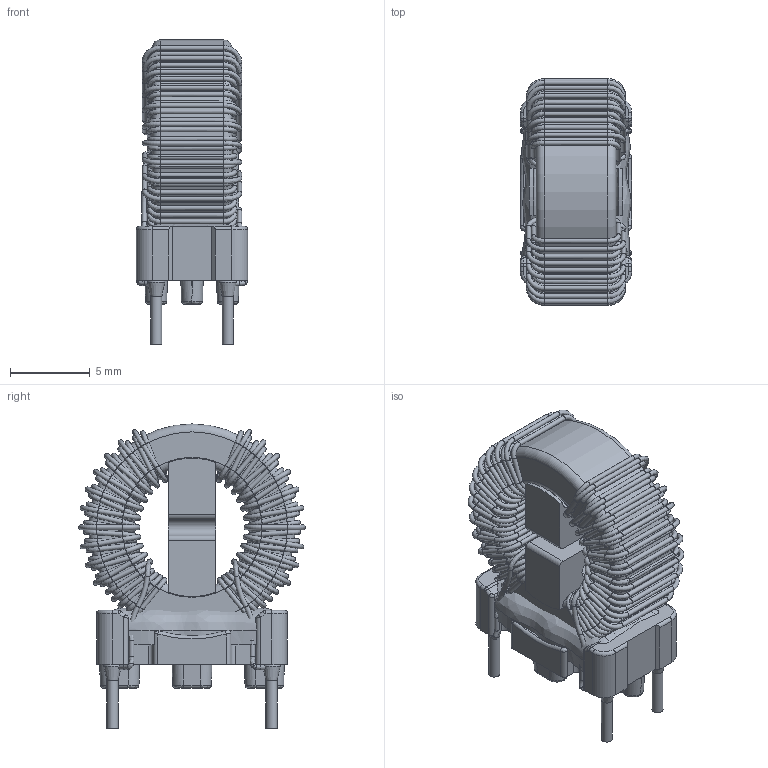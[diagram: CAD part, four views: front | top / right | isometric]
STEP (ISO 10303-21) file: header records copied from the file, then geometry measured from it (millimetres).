
FILE_DESCRIPTION(/* description */ ('Unknown'),/* implementation_level */ '2;1');
FILE_NAME(/* name */ 'L_Wurth_WE-CMB-XS_L15W7.8H18',/* time_stamp */ '2024-10-11T16:25:10+08:00',/* author */ ('Unknown'),/* organization */ ('Unknown'),/* preprocessor_version */ 'ST-DEVELOPER v16.7',/* originating_system */ 'Solid Edge',/* authorisation */ 'Unknown');
FILE_SCHEMA (('AUTOMOTIVE_DESIGN {1 0 10303 214 3 1 1}'));
Length unit declared in the file: millimetre
Products named in the file (2): L_Wurth_WE-CMB-XS_L15W7.8H18
Assembly tree (1 placements, depth 2):
  L_Wurth_WE-CMB-XS_L15W7.8H18
    L_Wurth_WE-CMB-XS_L15W7.8H18
Bounding box: 7 x 14.26 x 19.12 mm (x, y, z)
Volume: 891.7 mm3; surface area: 2330.5 mm2
Topology: 14 solids, 18 shells, 942 faces, 2067 edges, 1158 vertices
Faces by surface type: cylinder 409, bspline 225, torus 179, plane 117, cone 12
Full cylindrical faces by diameter (mm): 0.3 x292, 0.7 x12, 7.8 x1, 13 x1
Entity records: 51495 total; most frequent: CARTESIAN_POINT 28729, DIRECTION 3277, ORIENTED_EDGE 2722, EDGE_LOOP 1589, FACE_BOUND 1589, AXIS2_PLACEMENT_3D 1498, EDGE_CURVE 1361, VERTEX_POINT 1088
